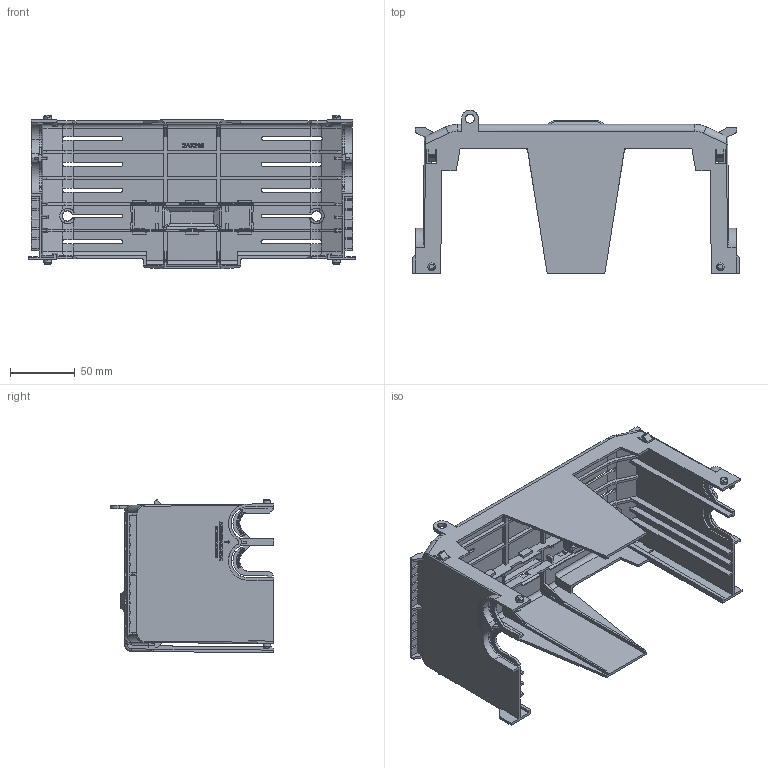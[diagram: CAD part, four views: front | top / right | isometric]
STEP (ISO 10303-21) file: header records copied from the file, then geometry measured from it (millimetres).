
FILE_DESCRIPTION (( 'STEP AP214' ), '1' );
FILE_NAME ('CVRI-J-60600-3.step', '2018-05-09T19:18:27', ( '' ), ( '' ), 'SwSTEP 2.0', 'SolidWorks 2017', '' );
FILE_SCHEMA (( 'AUTOMOTIVE_DESIGN' ));
Length unit declared in the file: inch
Products named in the file (1): CVRI-J-60600-3
Bounding box: 252.95 x 126.58 x 118.81 mm (x, y, z)
Volume: 168300.1 mm3; surface area: 175028 mm2
Topology: 1 solids, 1 shells, 2344 faces, 6527 edges, 4314 vertices
Faces by surface type: plane 1597, bspline 556, cylinder 167, cone 24
Entity records: 109066 total; most frequent: CARTESIAN_POINT 55170, ORIENTED_EDGE 13050, DIRECTION 7894, EDGE_CURVE 6525, VERTEX_POINT 4314, LINE 4066, VECTOR 4066, EDGE_LOOP 2525
